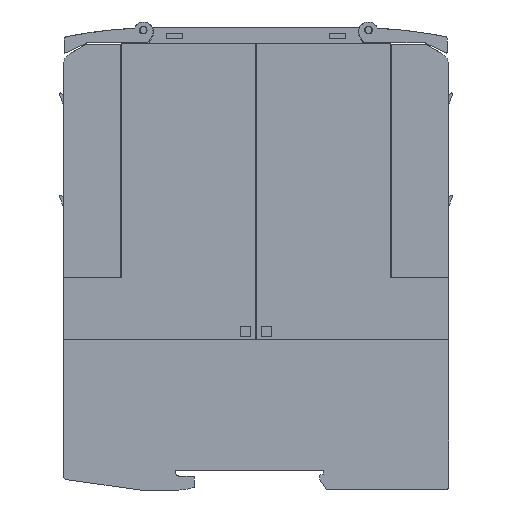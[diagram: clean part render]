
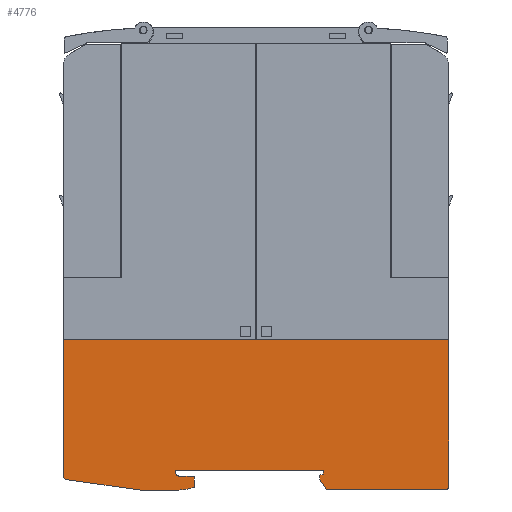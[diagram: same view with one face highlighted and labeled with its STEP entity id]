
A CAD part, left-side view. The second image highlights one B-rep face of the part: STEP entity #4776.
In plain terms, the highlighted planar face has unit normal (-1, 0, 0).
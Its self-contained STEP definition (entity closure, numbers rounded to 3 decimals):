
#4776=ADVANCED_FACE('',(#9681),#9682,.T.);
#9681=FACE_OUTER_BOUND('',#14578,.T.);
#9682=PLANE('',#14579);
#14578=EDGE_LOOP('',(#29828,#29829,#29830,#29831,#29832,#29833,#29834,#29835,#29836,#29837,#29838,#29839,#29840,#29841,#29842,#29843,#29844,#29845,#29846,#29847));
#14579=AXIS2_PLACEMENT_3D('',#29848,#29849,#29850);
#29828=ORIENTED_EDGE('',*,*,#35855,.F.);
#29829=ORIENTED_EDGE('',*,*,#35932,.F.);
#29830=ORIENTED_EDGE('',*,*,#35928,.F.);
#29831=ORIENTED_EDGE('',*,*,#35924,.F.);
#29832=ORIENTED_EDGE('',*,*,#35920,.F.);
#29833=ORIENTED_EDGE('',*,*,#35916,.F.);
#29834=ORIENTED_EDGE('',*,*,#35912,.F.);
#29835=ORIENTED_EDGE('',*,*,#35908,.F.);
#29836=ORIENTED_EDGE('',*,*,#35904,.F.);
#29837=ORIENTED_EDGE('',*,*,#35900,.F.);
#29838=ORIENTED_EDGE('',*,*,#35896,.F.);
#29839=ORIENTED_EDGE('',*,*,#35892,.F.);
#29840=ORIENTED_EDGE('',*,*,#35888,.F.);
#29841=ORIENTED_EDGE('',*,*,#35884,.F.);
#29842=ORIENTED_EDGE('',*,*,#35880,.F.);
#29843=ORIENTED_EDGE('',*,*,#35876,.F.);
#29844=ORIENTED_EDGE('',*,*,#35872,.F.);
#29845=ORIENTED_EDGE('',*,*,#35868,.F.);
#29846=ORIENTED_EDGE('',*,*,#35864,.F.);
#29847=ORIENTED_EDGE('',*,*,#35860,.F.);
#29848=CARTESIAN_POINT('',(0.0,51.068,19.348));
#29849=DIRECTION('',(-1.0,0.0,0.0));
#29850=DIRECTION('',(0.0,1.0,0.0));
#35855=EDGE_CURVE('',#44850,#44851,#44852,.T.);
#35860=EDGE_CURVE('',#44851,#44859,#44860,.T.);
#35864=EDGE_CURVE('',#44859,#44865,#44866,.T.);
#35868=EDGE_CURVE('',#44865,#44871,#44872,.T.);
#35872=EDGE_CURVE('',#44871,#44877,#44878,.T.);
#35876=EDGE_CURVE('',#44877,#44883,#44884,.T.);
#35880=EDGE_CURVE('',#44883,#44889,#44890,.T.);
#35884=EDGE_CURVE('',#44889,#44895,#44896,.T.);
#35888=EDGE_CURVE('',#44895,#44901,#44902,.T.);
#35892=EDGE_CURVE('',#44901,#44907,#44908,.T.);
#35896=EDGE_CURVE('',#44907,#44913,#44914,.T.);
#35900=EDGE_CURVE('',#44913,#44919,#44920,.T.);
#35904=EDGE_CURVE('',#44919,#44925,#44926,.T.);
#35908=EDGE_CURVE('',#44925,#44931,#44932,.T.);
#35912=EDGE_CURVE('',#44931,#44937,#44938,.T.);
#35916=EDGE_CURVE('',#44937,#44943,#44944,.T.);
#35920=EDGE_CURVE('',#44943,#44949,#44950,.T.);
#35924=EDGE_CURVE('',#44949,#44955,#44956,.T.);
#35928=EDGE_CURVE('',#44955,#44961,#44962,.T.);
#35932=EDGE_CURVE('',#44961,#44850,#44967,.T.);
#44850=VERTEX_POINT('',#58287);
#44851=VERTEX_POINT('',#58288);
#44852=CIRCLE('',#58289,10.);
#44859=VERTEX_POINT('',#58298);
#44860=LINE('',#58299,#58300);
#44865=VERTEX_POINT('',#58307);
#44866=LINE('',#58308,#58309);
#44871=VERTEX_POINT('',#58316);
#44872=CIRCLE('',#58317,1.);
#44877=VERTEX_POINT('',#58323);
#44878=LINE('',#58324,#58325);
#44883=VERTEX_POINT('',#58332);
#44884=LINE('',#58333,#58334);
#44889=VERTEX_POINT('',#58341);
#44890=LINE('',#58342,#58343);
#44895=VERTEX_POINT('',#58350);
#44896=CIRCLE('',#58351,1.);
#44901=VERTEX_POINT('',#58357);
#44902=LINE('',#58358,#58359);
#44907=VERTEX_POINT('',#58366);
#44908=LINE('',#58367,#58368);
#44913=VERTEX_POINT('',#58375);
#44914=LINE('',#58376,#58377);
#44919=VERTEX_POINT('',#58384);
#44920=LINE('',#58385,#58386);
#44925=VERTEX_POINT('',#58393);
#44926=LINE('',#58394,#58395);
#44931=VERTEX_POINT('',#58402);
#44932=LINE('',#58403,#58404);
#44937=VERTEX_POINT('',#58411);
#44938=CIRCLE('',#58412,0.3);
#44943=VERTEX_POINT('',#58418);
#44944=CIRCLE('',#58419,1.2);
#44949=VERTEX_POINT('',#58425);
#44950=LINE('',#58426,#58427);
#44955=VERTEX_POINT('',#58434);
#44956=LINE('',#58435,#58436);
#44961=VERTEX_POINT('',#58443);
#44962=LINE('',#58444,#58445);
#44967=LINE('',#58452,#58453);
#58287=CARTESIAN_POINT('',(0.0,68.786,0.256));
#58288=CARTESIAN_POINT('',(0.0,71.035,0.0));
#58289=AXIS2_PLACEMENT_3D('',#63894,#63895,#63896);
#58298=CARTESIAN_POINT('',(0.0,80.98,0.0));
#58299=CARTESIAN_POINT('',(0.0,71.035,0.0));
#58300=VECTOR('',#63902,1.0);
#58307=CARTESIAN_POINT('',(0.0,100.119,2.69));
#58308=CARTESIAN_POINT('',(0.0,80.98,0.0));
#58309=VECTOR('',#63905,1.0);
#58316=CARTESIAN_POINT('',(0.0,100.98,3.68));
#58317=AXIS2_PLACEMENT_3D('',#63908,#63909,#63910);
#58323=CARTESIAN_POINT('',(0.0,100.98,39.));
#58324=CARTESIAN_POINT('',(0.0,100.98,3.68));
#58325=VECTOR('',#63915,1.0);
#58332=CARTESIAN_POINT('',(0.0,0.98,39.));
#58333=CARTESIAN_POINT('',(0.0,100.98,39.));
#58334=VECTOR('',#63918,1.0);
#58341=CARTESIAN_POINT('',(0.0,0.98,1.));
#58342=CARTESIAN_POINT('',(0.0,0.98,39.));
#58343=VECTOR('',#63921,1.0);
#58350=CARTESIAN_POINT('',(0.0,1.98,0.));
#58351=AXIS2_PLACEMENT_3D('',#63924,#63925,#63926);
#58357=CARTESIAN_POINT('',(0.0,32.68,0.));
#58358=CARTESIAN_POINT('',(0.0,1.98,0.));
#58359=VECTOR('',#63931,1.0);
#58366=CARTESIAN_POINT('',(0.0,34.48,2.832));
#58367=CARTESIAN_POINT('',(0.0,32.68,0.));
#58368=VECTOR('',#63934,1.0);
#58375=CARTESIAN_POINT('',(0.0,34.48,3.832));
#58376=CARTESIAN_POINT('',(0.0,34.48,2.832));
#58377=VECTOR('',#63937,1.0);
#58384=CARTESIAN_POINT('',(0.0,33.48,4.1));
#58385=CARTESIAN_POINT('',(0.0,34.48,3.832));
#58386=VECTOR('',#63940,1.0);
#58393=CARTESIAN_POINT('',(0.0,33.48,5.1));
#58394=CARTESIAN_POINT('',(0.0,33.48,4.1));
#58395=VECTOR('',#63943,1.0);
#58402=CARTESIAN_POINT('',(0.0,71.68,5.1));
#58403=CARTESIAN_POINT('',(0.0,33.48,5.1));
#58404=VECTOR('',#63946,1.0);
#58411=CARTESIAN_POINT('',(0.0,71.98,4.8));
#58412=AXIS2_PLACEMENT_3D('',#63949,#63950,#63951);
#58418=CARTESIAN_POINT('',(0.0,70.78,3.6));
#58419=AXIS2_PLACEMENT_3D('',#63956,#63957,#63958);
#58425=CARTESIAN_POINT('',(0.0,67.78,3.6));
#58426=CARTESIAN_POINT('',(0.0,70.78,3.6));
#58427=VECTOR('',#63963,1.0);
#58434=CARTESIAN_POINT('',(0.0,66.98,3.4));
#58435=CARTESIAN_POINT('',(0.0,67.78,3.6));
#58436=VECTOR('',#63966,1.0);
#58443=CARTESIAN_POINT('',(0.0,66.98,0.673));
#58444=CARTESIAN_POINT('',(0.0,66.98,3.4));
#58445=VECTOR('',#63969,1.0);
#58452=CARTESIAN_POINT('',(0.0,66.98,0.673));
#58453=VECTOR('',#63972,1.0);
#63894=CARTESIAN_POINT('',(0.0,71.035,10.));
#63895=DIRECTION('',(1.0,0.0,0.0));
#63896=DIRECTION('',(0.0,0.,-1.0));
#63902=DIRECTION('',(0.0,1.0,0.0));
#63905=DIRECTION('',(0.0,0.99,0.139));
#63908=CARTESIAN_POINT('',(0.0,99.98,3.68));
#63909=DIRECTION('',(1.0,0.0,-0.0));
#63910=DIRECTION('',(0.0,1.0,0.));
#63915=DIRECTION('',(0.0,0.0,1.0));
#63918=DIRECTION('',(0.0,-1.0,0.0));
#63921=DIRECTION('',(0.0,0.0,-1.0));
#63924=CARTESIAN_POINT('',(0.0,1.98,1.));
#63925=DIRECTION('',(1.0,0.0,0.0));
#63926=DIRECTION('',(0.0,0.,-1.0));
#63931=DIRECTION('',(0.0,1.0,0.0));
#63934=DIRECTION('',(0.0,0.536,0.844));
#63937=DIRECTION('',(0.0,0.0,1.0));
#63940=DIRECTION('',(0.0,-0.966,0.259));
#63943=DIRECTION('',(0.0,0.0,1.0));
#63946=DIRECTION('',(0.0,1.0,0.0));
#63949=CARTESIAN_POINT('',(0.0,71.68,4.8));
#63950=DIRECTION('',(-1.0,0.0,0.0));
#63951=DIRECTION('',(0.0,0.,1.));
#63956=CARTESIAN_POINT('',(0.0,70.78,4.8));
#63957=DIRECTION('',(-1.0,0.0,0.0));
#63958=DIRECTION('',(0.0,1.0,0.));
#63963=DIRECTION('',(0.0,-1.0,0.0));
#63966=DIRECTION('',(0.0,-0.97,-0.243));
#63969=DIRECTION('',(0.0,0.,-1.0));
#63972=DIRECTION('',(0.0,0.974,-0.225));
